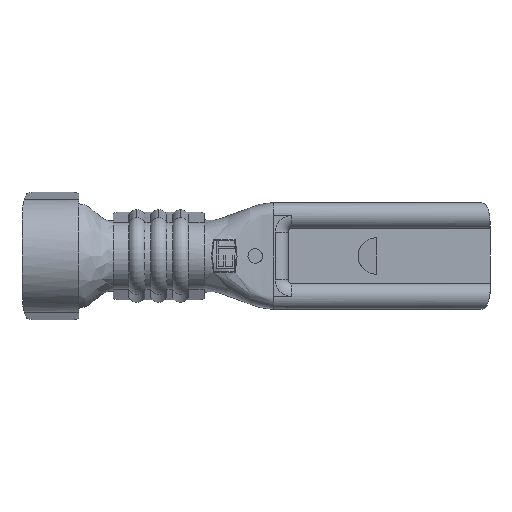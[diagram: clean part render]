
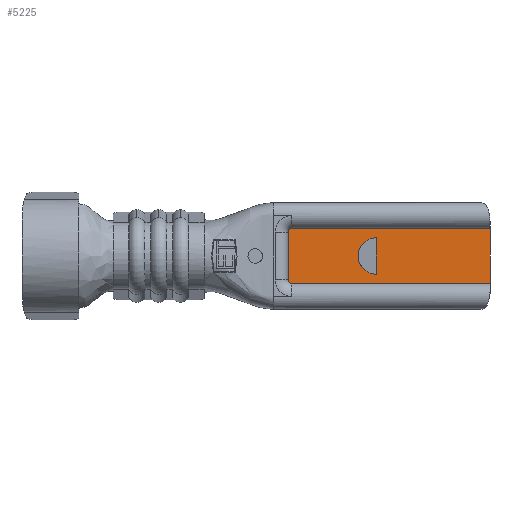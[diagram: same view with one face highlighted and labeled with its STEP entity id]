
A CAD part, front view. The second image highlights one B-rep face of the part: STEP entity #5225.
In plain terms, the highlighted planar face has unit normal (0, -1, 0).
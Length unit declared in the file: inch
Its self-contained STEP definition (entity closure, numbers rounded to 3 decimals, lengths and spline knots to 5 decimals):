
#24 = VERTEX_POINT ( 'NONE', #4325 ) ;
#94 = VECTOR ( 'NONE', #1483, 39.37008 ) ;
#317 = EDGE_LOOP ( 'NONE', ( #6482, #3448 ) ) ;
#323 = DIRECTION ( 'NONE',  ( 0., 0., -1. ) ) ;
#331 = DIRECTION ( 'NONE',  ( 1., 0., 0. ) ) ;
#344 = DIRECTION ( 'NONE',  ( 0., 1., 0. ) ) ;
#351 = CARTESIAN_POINT ( 'NONE',  ( -0.272, 0., -0.0325 ) ) ;
#356 = EDGE_CURVE ( 'NONE', #24, #707, #4044, .T. ) ;
#381 = CARTESIAN_POINT ( 'NONE',  ( -0.277, 0., 0.0325 ) ) ;
#577 = LINE ( 'NONE', #1191, #3933 ) ;
#707 = VERTEX_POINT ( 'NONE', #6306 ) ;
#844 = EDGE_LOOP ( 'NONE', ( #7470, #1123, #4674, #5081, #3753, #7576 ) ) ;
#1123 = ORIENTED_EDGE ( 'NONE', *, *, #4492, .F. ) ;
#1183 = CARTESIAN_POINT ( 'NONE',  ( 0., 0., 0.0375 ) ) ;
#1191 = CARTESIAN_POINT ( 'NONE',  ( -0.156, 0., -0.0375 ) ) ;
#1207 = CARTESIAN_POINT ( 'NONE',  ( 0., 0., -0.0375 ) ) ;
#1483 = DIRECTION ( 'NONE',  ( 0., 0., -1. ) ) ;
#1484 = VERTEX_POINT ( 'NONE', #1207 ) ;
#1536 = EDGE_CURVE ( 'NONE', #5816, #6795, #7442, .T. ) ;
#1990 = VECTOR ( 'NONE', #331, 39.37008 ) ;
#2046 = EDGE_CURVE ( 'NONE', #707, #8289, #6345, .T. ) ;
#2136 = CARTESIAN_POINT ( 'NONE',  ( -0.156, 0., 0.025 ) ) ;
#2497 = DIRECTION ( 'NONE',  ( 0., 0., -1. ) ) ;
#2558 = DIRECTION ( 'NONE',  ( 0., -1., 0. ) ) ;
#2574 = AXIS2_PLACEMENT_3D ( 'NONE', #3147, #2558, #2497 ) ;
#2978 = CARTESIAN_POINT ( 'NONE',  ( -0.272, 0., 0.0375 ) ) ;
#3011 = VECTOR ( 'NONE', #6519, 39.37008 ) ;
#3147 = CARTESIAN_POINT ( 'NONE',  ( -0.156, 0., 0. ) ) ;
#3283 = DIRECTION ( 'NONE',  ( 0., -1., 0. ) ) ;
#3448 = ORIENTED_EDGE ( 'NONE', *, *, #7497, .F. ) ;
#3500 = CARTESIAN_POINT ( 'NONE',  ( -0.272, 0., 0.0375 ) ) ;
#3717 = EDGE_CURVE ( 'NONE', #8289, #4803, #4521, .T. ) ;
#3753 = ORIENTED_EDGE ( 'NONE', *, *, #356, .F. ) ;
#3933 = VECTOR ( 'NONE', #7089, 39.37008 ) ;
#4044 = CIRCLE ( 'NONE', #7556, 0.005 ) ;
#4325 = CARTESIAN_POINT ( 'NONE',  ( -0.272, 0., -0.0375 ) ) ;
#4492 = EDGE_CURVE ( 'NONE', #4803, #5569, #7187, .T. ) ;
#4521 = CIRCLE ( 'NONE', #8116, 0.005 ) ;
#4596 = CARTESIAN_POINT ( 'NONE',  ( -0.272, 0., -0.0375 ) ) ;
#4674 = ORIENTED_EDGE ( 'NONE', *, *, #3717, .F. ) ;
#4803 = VERTEX_POINT ( 'NONE', #3500 ) ;
#4807 = EDGE_CURVE ( 'NONE', #5569, #1484, #5191, .T. ) ;
#5081 = ORIENTED_EDGE ( 'NONE', *, *, #2046, .F. ) ;
#5185 = CARTESIAN_POINT ( 'NONE',  ( -0.277, 0., 0.0325 ) ) ;
#5191 = LINE ( 'NONE', #5502, #94 ) ;
#5225 = ADVANCED_FACE ( 'NONE', ( #8284, #6579 ), #5258, .T. ) ;
#5258 = PLANE ( 'NONE',  #6353 ) ;
#5355 = DIRECTION ( 'NONE',  ( 0., 0., 1. ) ) ;
#5502 = CARTESIAN_POINT ( 'NONE',  ( 0., 0., -0.0375 ) ) ;
#5569 = VERTEX_POINT ( 'NONE', #1183 ) ;
#5816 = VERTEX_POINT ( 'NONE', #2136 ) ;
#5886 = CARTESIAN_POINT ( 'NONE',  ( -0.272, 0., -0.0375 ) ) ;
#5902 = DIRECTION ( 'NONE',  ( 0., 0., -1. ) ) ;
#6196 = DIRECTION ( 'NONE',  ( 0., 0., -1. ) ) ;
#6306 = CARTESIAN_POINT ( 'NONE',  ( -0.277, 0., -0.0325 ) ) ;
#6336 = DIRECTION ( 'NONE',  ( 0., 1., 0. ) ) ;
#6345 = LINE ( 'NONE', #5185, #8246 ) ;
#6353 = AXIS2_PLACEMENT_3D ( 'NONE', #4596, #3283, #5902 ) ;
#6355 = CARTESIAN_POINT ( 'NONE',  ( -0.272, 0., 0.0325 ) ) ;
#6458 = LINE ( 'NONE', #5886, #3011 ) ;
#6482 = ORIENTED_EDGE ( 'NONE', *, *, #1536, .F. ) ;
#6519 = DIRECTION ( 'NONE',  ( -1., 0., 0. ) ) ;
#6579 = FACE_BOUND ( 'NONE', #317, .T. ) ;
#6795 = VERTEX_POINT ( 'NONE', #8428 ) ;
#6802 = EDGE_CURVE ( 'NONE', #1484, #24, #6458, .T. ) ;
#7089 = DIRECTION ( 'NONE',  ( 0., 0., 1. ) ) ;
#7187 = LINE ( 'NONE', #2978, #1990 ) ;
#7442 = CIRCLE ( 'NONE', #2574, 0.025 ) ;
#7470 = ORIENTED_EDGE ( 'NONE', *, *, #4807, .F. ) ;
#7497 = EDGE_CURVE ( 'NONE', #6795, #5816, #577, .T. ) ;
#7556 = AXIS2_PLACEMENT_3D ( 'NONE', #351, #344, #323 ) ;
#7576 = ORIENTED_EDGE ( 'NONE', *, *, #6802, .F. ) ;
#8116 = AXIS2_PLACEMENT_3D ( 'NONE', #6355, #6336, #6196 ) ;
#8246 = VECTOR ( 'NONE', #5355, 39.37008 ) ;
#8284 = FACE_OUTER_BOUND ( 'NONE', #844, .T. ) ;
#8289 = VERTEX_POINT ( 'NONE', #381 ) ;
#8428 = CARTESIAN_POINT ( 'NONE',  ( -0.156, 0., -0.025 ) ) ;
